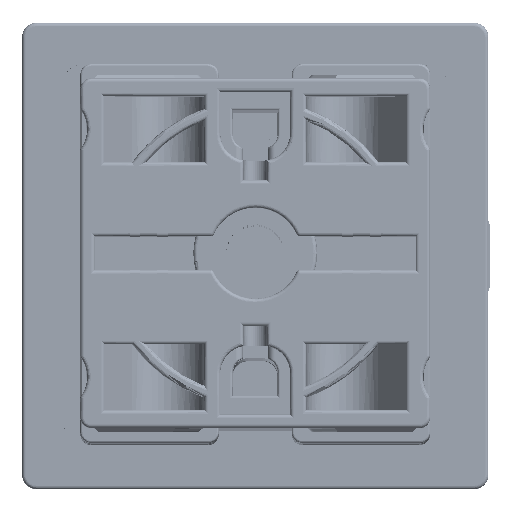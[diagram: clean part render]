
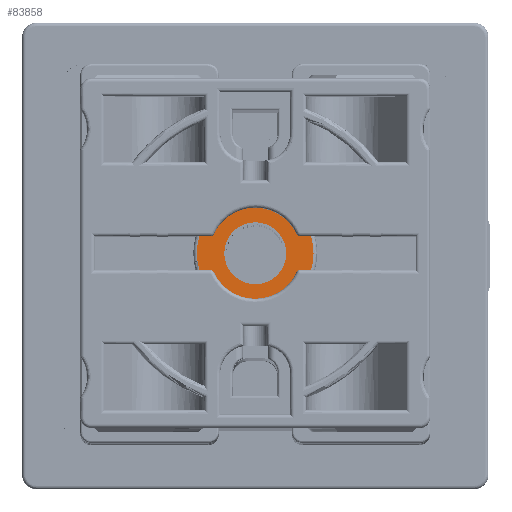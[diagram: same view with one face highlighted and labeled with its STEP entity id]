
A CAD part, top view. The second image highlights one B-rep face of the part: STEP entity #83858.
In plain terms, the highlighted planar face has unit normal (0, 0, 1).
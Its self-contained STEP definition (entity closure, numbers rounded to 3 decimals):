
#1474 = CARTESIAN_POINT ( 'NONE',  ( -4.25, 0., 4.2 ) ) ;
#1477 = CARTESIAN_POINT ( 'NONE',  ( 4.25, 0., 4.2 ) ) ;
#1814 = CARTESIAN_POINT ( 'NONE',  ( 5.687, 2.593, 4.2 ) ) ;
#1815 = CARTESIAN_POINT ( 'NONE',  ( -5.687, 2.593, 4.2 ) ) ;
#1816 = CARTESIAN_POINT ( 'NONE',  ( -6.142, 2.3, 4.2 ) ) ;
#1817 = CARTESIAN_POINT ( 'NONE',  ( -6.142, -2.3, 4.2 ) ) ;
#1818 = CARTESIAN_POINT ( 'NONE',  ( 5.687, -2.593, 4.2 ) ) ;
#1819 = CARTESIAN_POINT ( 'NONE',  ( -7.662, -2.3, 4.2 ) ) ;
#1821 = CARTESIAN_POINT ( 'NONE',  ( -7.662, 2.3, 4.2 ) ) ;
#1822 = CARTESIAN_POINT ( 'NONE',  ( -5.687, -2.593, 4.2 ) ) ;
#1824 = CARTESIAN_POINT ( 'NONE',  ( 7.662, 2.3, 4.2 ) ) ;
#1825 = CARTESIAN_POINT ( 'NONE',  ( 6.142, 2.3, 4.2 ) ) ;
#1826 = CARTESIAN_POINT ( 'NONE',  ( 6.142, -2.3, 4.2 ) ) ;
#1827 = CARTESIAN_POINT ( 'NONE',  ( 7.662, -2.3, 4.2 ) ) ;
#5585 = EDGE_CURVE ( 'NONE', #35389, #35392, #74690, .T. ) ;
#5960 = EDGE_CURVE ( 'NONE', #35392, #35389, #75443, .T. ) ;
#6335 = EDGE_CURVE ( 'NONE', #35729, #35730, #76292, .T. ) ;
#6343 = EDGE_CURVE ( 'NONE', #35736, #35734, #76306, .T. ) ;
#6345 = EDGE_CURVE ( 'NONE', #35732, #35734, #76311, .T. ) ;
#6347 = EDGE_CURVE ( 'NONE', #35737, #35732, #76304, .T. ) ;
#6349 = EDGE_CURVE ( 'NONE', #35733, #35737, #76314, .T. ) ;
#6351 = EDGE_CURVE ( 'NONE', #35733, #35741, #76319, .T. ) ;
#6353 = EDGE_CURVE ( 'NONE', #35741, #35742, #76325, .T. ) ;
#6355 = EDGE_CURVE ( 'NONE', #35739, #35742, #76327, .T. ) ;
#6358 = EDGE_CURVE ( 'NONE', #35740, #35739, #76322, .T. ) ;
#6360 = EDGE_CURVE ( 'NONE', #35729, #35740, #76332, .T. ) ;
#6362 = EDGE_CURVE ( 'NONE', #35730, #35731, #76339, .T. ) ;
#11651 = EDGE_CURVE ( 'NONE', #35731, #35736, #66770, .T. ) ;
#17828 = ORIENTED_EDGE ( 'NONE', *, *, #5585, .F. ) ;
#17829 = ORIENTED_EDGE ( 'NONE', *, *, #5960, .F. ) ;
#17830 = ORIENTED_EDGE ( 'NONE', *, *, #6343, .T. ) ;
#17831 = ORIENTED_EDGE ( 'NONE', *, *, #6345, .F. ) ;
#17832 = ORIENTED_EDGE ( 'NONE', *, *, #6347, .F. ) ;
#17833 = ORIENTED_EDGE ( 'NONE', *, *, #6349, .F. ) ;
#17834 = ORIENTED_EDGE ( 'NONE', *, *, #6351, .T. ) ;
#17835 = ORIENTED_EDGE ( 'NONE', *, *, #6353, .T. ) ;
#17836 = ORIENTED_EDGE ( 'NONE', *, *, #6355, .F. ) ;
#17837 = ORIENTED_EDGE ( 'NONE', *, *, #6358, .F. ) ;
#17838 = ORIENTED_EDGE ( 'NONE', *, *, #6360, .F. ) ;
#17839 = ORIENTED_EDGE ( 'NONE', *, *, #6335, .T. ) ;
#17840 = ORIENTED_EDGE ( 'NONE', *, *, #6362, .T. ) ;
#17841 = ORIENTED_EDGE ( 'NONE', *, *, #11651, .T. ) ;
#19649 = EDGE_LOOP ( 'NONE', ( #17830, #17831, #17832, #17833, #17834, #17835, #17836, #17837, #17838, #17839, #17840, #17841 ) ) ;
#19650 = EDGE_LOOP ( 'NONE', ( #17828, #17829 ) ) ;
#26094 = CARTESIAN_POINT ( 'NONE',  ( 0., 0., 4.2 ) ) ;
#26107 = PLANE ( 'NONE',  #80292 ) ;
#26108 = DIRECTION ( 'NONE',  ( 0., 0., 1. ) ) ;
#26110 = DIRECTION ( 'NONE',  ( 1., 0., 0. ) ) ;
#28021 = CARTESIAN_POINT ( 'NONE',  ( -12.099, 2.3, 4.2 ) ) ;
#28022 = DIRECTION ( 'NONE',  ( -1., 0., 0. ) ) ;
#35389 = VERTEX_POINT ( 'NONE', #1474 ) ;
#35392 = VERTEX_POINT ( 'NONE', #1477 ) ;
#35729 = VERTEX_POINT ( 'NONE', #1814 ) ;
#35730 = VERTEX_POINT ( 'NONE', #1815 ) ;
#35731 = VERTEX_POINT ( 'NONE', #1816 ) ;
#35732 = VERTEX_POINT ( 'NONE', #1817 ) ;
#35733 = VERTEX_POINT ( 'NONE', #1818 ) ;
#35734 = VERTEX_POINT ( 'NONE', #1819 ) ;
#35736 = VERTEX_POINT ( 'NONE', #1821 ) ;
#35737 = VERTEX_POINT ( 'NONE', #1822 ) ;
#35739 = VERTEX_POINT ( 'NONE', #1824 ) ;
#35740 = VERTEX_POINT ( 'NONE', #1825 ) ;
#35741 = VERTEX_POINT ( 'NONE', #1826 ) ;
#35742 = VERTEX_POINT ( 'NONE', #1827 ) ;
#46225 = FACE_BOUND ( 'NONE', #19650, .T. ) ;
#46229 = FACE_OUTER_BOUND ( 'NONE', #19649, .T. ) ;
#66770 = LINE ( 'NONE', #28021, #66773 ) ;
#66773 = VECTOR ( 'NONE', #28022, 1000. ) ;
#73429 = CARTESIAN_POINT ( 'NONE',  ( 0., 0., 4.2 ) ) ;
#73430 = DIRECTION ( 'NONE',  ( 0., 0., 1. ) ) ;
#73431 = DIRECTION ( 'NONE',  ( 1., 0., 0. ) ) ;
#74110 = CARTESIAN_POINT ( 'NONE',  ( 0., 0., 4.2 ) ) ;
#74111 = DIRECTION ( 'NONE',  ( 0., 0., 1. ) ) ;
#74112 = DIRECTION ( 'NONE',  ( 1., 0., 0. ) ) ;
#74690 = CIRCLE ( 'NONE', #84420, 4.25 ) ;
#75443 = CIRCLE ( 'NONE', #84448, 4.25 ) ;
#76292 = CIRCLE ( 'NONE', #84497, 6.25 ) ;
#76304 = CIRCLE ( 'NONE', #84500, 0.5 ) ;
#76306 = CIRCLE ( 'NONE', #84499, 8. ) ;
#76311 = LINE ( 'NONE', #78390, #76317 ) ;
#76314 = CIRCLE ( 'NONE', #84501, 6.25 ) ;
#76317 = VECTOR ( 'NONE', #78393, 1000. ) ;
#76319 = CIRCLE ( 'NONE', #84502, 0.5 ) ;
#76322 = LINE ( 'NONE', #78460, #76337 ) ;
#76325 = LINE ( 'NONE', #78416, #76329 ) ;
#76327 = CIRCLE ( 'NONE', #84503, 8. ) ;
#76329 = VECTOR ( 'NONE', #78429, 1000. ) ;
#76332 = CIRCLE ( 'NONE', #84504, 0.5 ) ;
#76337 = VECTOR ( 'NONE', #78442, 1000. ) ;
#76339 = CIRCLE ( 'NONE', #84505, 0.5 ) ;
#78381 = CARTESIAN_POINT ( 'NONE',  ( 0., 0., 4.2 ) ) ;
#78383 = DIRECTION ( 'NONE',  ( 0., 0., 1. ) ) ;
#78386 = DIRECTION ( 'NONE',  ( 1., 0., 0. ) ) ;
#78390 = CARTESIAN_POINT ( 'NONE',  ( -12.099, -2.3, 4.2 ) ) ;
#78393 = DIRECTION ( 'NONE',  ( -1., 0., 0. ) ) ;
#78410 = CARTESIAN_POINT ( 'NONE',  ( 0., 0., 4.2 ) ) ;
#78412 = DIRECTION ( 'NONE',  ( 0., 0., 1. ) ) ;
#78415 = DIRECTION ( 'NONE',  ( 1., 0., 0. ) ) ;
#78416 = CARTESIAN_POINT ( 'NONE',  ( 12.099, -2.3, 4.2 ) ) ;
#78422 = CARTESIAN_POINT ( 'NONE',  ( -6.142, -2.8, 4.2 ) ) ;
#78425 = DIRECTION ( 'NONE',  ( 0., 0., 1. ) ) ;
#78427 = DIRECTION ( 'NONE',  ( 1., 0., 0. ) ) ;
#78429 = DIRECTION ( 'NONE',  ( 1., 0., 0. ) ) ;
#78434 = CARTESIAN_POINT ( 'NONE',  ( 0., 0., 4.2 ) ) ;
#78437 = DIRECTION ( 'NONE',  ( 0., 0., -1. ) ) ;
#78439 = DIRECTION ( 'NONE',  ( 1., 0., 0. ) ) ;
#78442 = DIRECTION ( 'NONE',  ( 1., 0., 0. ) ) ;
#78445 = CARTESIAN_POINT ( 'NONE',  ( 6.142, -2.8, 4.2 ) ) ;
#78447 = DIRECTION ( 'NONE',  ( 0., 0., -1. ) ) ;
#78450 = DIRECTION ( 'NONE',  ( -1., 0., 0. ) ) ;
#78460 = CARTESIAN_POINT ( 'NONE',  ( 12.099, 2.3, 4.2 ) ) ;
#78463 = CARTESIAN_POINT ( 'NONE',  ( 0., 0., 4.2 ) ) ;
#78465 = DIRECTION ( 'NONE',  ( 0., 0., -1. ) ) ;
#78468 = DIRECTION ( 'NONE',  ( -1., 0., 0. ) ) ;
#78476 = CARTESIAN_POINT ( 'NONE',  ( 6.142, 2.8, 4.2 ) ) ;
#78478 = DIRECTION ( 'NONE',  ( 0., 0., 1. ) ) ;
#78480 = DIRECTION ( 'NONE',  ( -1., 0., 0. ) ) ;
#78485 = CARTESIAN_POINT ( 'NONE',  ( -6.142, 2.8, 4.2 ) ) ;
#78487 = DIRECTION ( 'NONE',  ( 0., 0., -1. ) ) ;
#78489 = DIRECTION ( 'NONE',  ( 1., 0., 0. ) ) ;
#80292 = AXIS2_PLACEMENT_3D ( 'NONE', #26094, #26108, #26110 ) ;
#83858 = ADVANCED_FACE ( 'NONE', ( #46225, #46229 ), #26107, .T. ) ;
#84420 = AXIS2_PLACEMENT_3D ( 'NONE', #73429, #73430, #73431 ) ;
#84448 = AXIS2_PLACEMENT_3D ( 'NONE', #74110, #74111, #74112 ) ;
#84497 = AXIS2_PLACEMENT_3D ( 'NONE', #78381, #78383, #78386 ) ;
#84499 = AXIS2_PLACEMENT_3D ( 'NONE', #78410, #78412, #78415 ) ;
#84500 = AXIS2_PLACEMENT_3D ( 'NONE', #78422, #78425, #78427 ) ;
#84501 = AXIS2_PLACEMENT_3D ( 'NONE', #78434, #78437, #78439 ) ;
#84502 = AXIS2_PLACEMENT_3D ( 'NONE', #78445, #78447, #78450 ) ;
#84503 = AXIS2_PLACEMENT_3D ( 'NONE', #78463, #78465, #78468 ) ;
#84504 = AXIS2_PLACEMENT_3D ( 'NONE', #78476, #78478, #78480 ) ;
#84505 = AXIS2_PLACEMENT_3D ( 'NONE', #78485, #78487, #78489 ) ;
